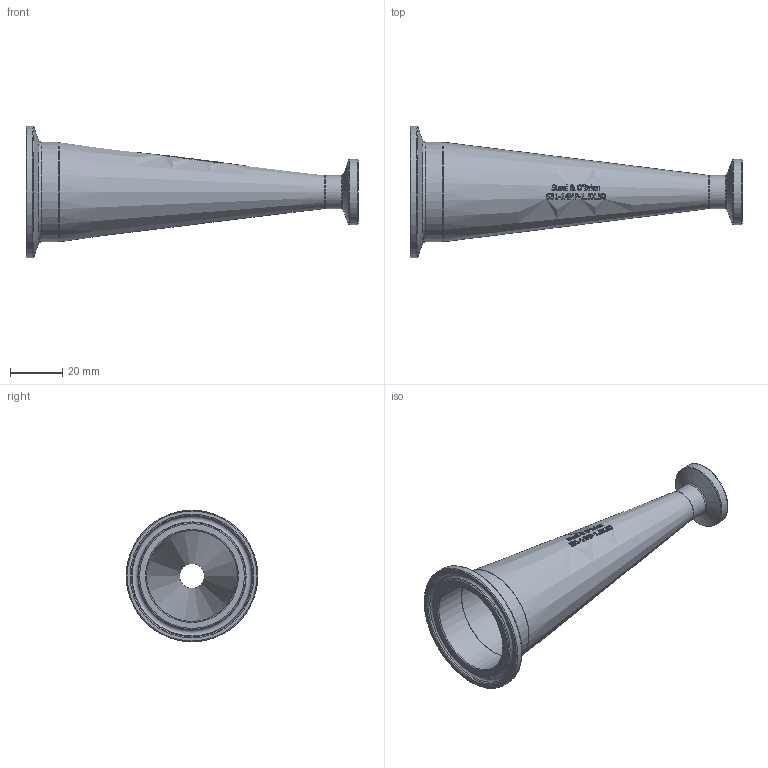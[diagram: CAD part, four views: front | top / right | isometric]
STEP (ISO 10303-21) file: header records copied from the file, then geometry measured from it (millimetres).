
FILE_DESCRIPTION(/* description */ (''),/* implementation_level */ '2;1');
FILE_NAME(/* name */ 'S31-14MP-15X.50.stp',/* time_stamp */ '2018-11-27T16:44:57-05:00',/* author */ ('rick'),/* organization */ (''),/* preprocessor_version */ 'ST-DEVELOPER v15.2',/* originating_system */ 'Autodesk Inventor 2014',/* authorisation */ '');
FILE_SCHEMA (('AUTOMOTIVE_DESIGN { 1 0 10303 214 3 1 1 }'));
Length unit declared in the file: inch
Products named in the file (1): S31-14MP-15X.50
Bounding box: 127 x 50.39 x 50.39 mm (x, y, z)
Volume: 19818.7 mm3; surface area: 22068 mm2
Topology: 1 solids, 1 shells, 480 faces, 1272 edges, 841 vertices
Faces by surface type: plane 207, bspline 203, cone 48, torus 15, cylinder 7
Full cylindrical faces by diameter (mm): 9.398 x1, 12.7 x1, 21.895 x1, 24.994 x1, 34.798 x1, 38.1 x1, 50.394 x1
Entity records: 18554 total; most frequent: CARTESIAN_POINT 7830, ORIENTED_EDGE 2486, DIRECTION 1634, EDGE_CURVE 1243, VERTEX_POINT 841, LINE 584, VECTOR 584, EDGE_LOOP 558
